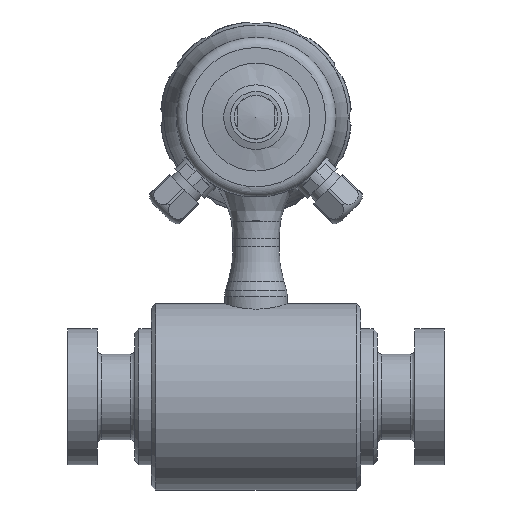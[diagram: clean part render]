
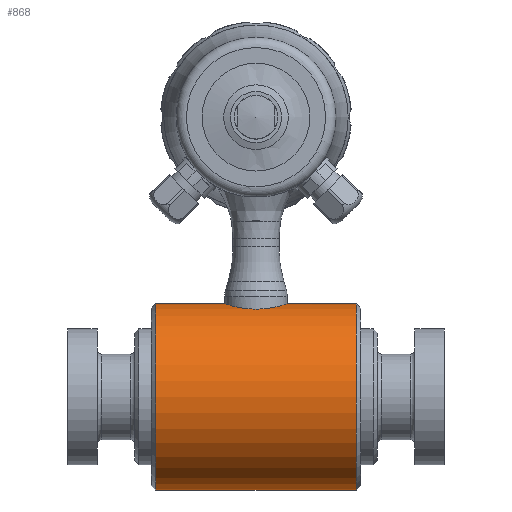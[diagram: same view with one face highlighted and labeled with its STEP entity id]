
A CAD part, left-side view. The second image highlights one B-rep face of the part: STEP entity #868.
In plain terms, the highlighted cylindrical face has radius 44.5 mm (diameter 89 mm), a full revolution.
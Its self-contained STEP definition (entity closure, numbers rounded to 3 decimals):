
#868 = ADVANCED_FACE( '', ( #2128, #2129, #2130 ), #2131, .T. );
#2128 = FACE_BOUND( '', #4177, .T. );
#2129 = FACE_OUTER_BOUND( '', #4178, .T. );
#2130 = FACE_OUTER_BOUND( '', #4179, .T. );
#2131 = CYLINDRICAL_SURFACE( '', #4180, 44.5 );
#4177 = EDGE_LOOP( '', ( #7143, #7144, #7145, #7146, #7147, #7148 ) );
#4178 = EDGE_LOOP( '', ( #7149 ) );
#4179 = EDGE_LOOP( '', ( #7150 ) );
#4180 = AXIS2_PLACEMENT_3D( '', #7151, #7152, #7153 );
#7143 = ORIENTED_EDGE( '', *, *, #11216, .F. );
#7144 = ORIENTED_EDGE( '', *, *, #11217, .F. );
#7145 = ORIENTED_EDGE( '', *, *, #10610, .F. );
#7146 = ORIENTED_EDGE( '', *, *, #11218, .F. );
#7147 = ORIENTED_EDGE( '', *, *, #11219, .F. );
#7148 = ORIENTED_EDGE( '', *, *, #10614, .F. );
#7149 = ORIENTED_EDGE( '', *, *, #11107, .T. );
#7150 = ORIENTED_EDGE( '', *, *, #10991, .T. );
#7151 = CARTESIAN_POINT( '', ( 0., 50., 0. ) );
#7152 = DIRECTION( '', ( 0., 1., 0. ) );
#7153 = DIRECTION( '', ( 0., 0., 1. ) );
#10610 = EDGE_CURVE( '', #12551, #12554, #12555, .T. );
#10614 = EDGE_CURVE( '', #12560, #12562, #12563, .T. );
#10991 = EDGE_CURVE( '', #13190, #13190, #13191, .F. );
#11107 = EDGE_CURVE( '', #13371, #13371, #13372, .F. );
#11216 = EDGE_CURVE( '', #13539, #12560, #13540, .F. );
#11217 = EDGE_CURVE( '', #12554, #13539, #13541, .T. );
#11218 = EDGE_CURVE( '', #13542, #12551, #13543, .F. );
#11219 = EDGE_CURVE( '', #12562, #13542, #13544, .T. );
#12551 = VERTEX_POINT( '', #15733 );
#12554 = VERTEX_POINT( '', #15743 );
#12555 = B_SPLINE_CURVE_WITH_KNOTS( '', 3, ( #15744, #15745, #15746, #15747, #15748, #15749, #15750, #15751, #15752, #15753, #15754, #15755, #15756, #15757, #15758 ), .UNSPECIFIED., .F., .F., ( 4, 1, 1, 1, 1, 1, 1, 1, 1, 1, 1, 1, 4 ), ( 0., 0.063, 0.126, 0.189, 0.252, 0.314, 0.376, 0.438, 0.5, 0.624, 0.748, 0.874, 1. ), .UNSPECIFIED. );
#12560 = VERTEX_POINT( '', #15795 );
#12562 = VERTEX_POINT( '', #15804 );
#12563 = B_SPLINE_CURVE_WITH_KNOTS( '', 3, ( #15805, #15806, #15807, #15808, #15809, #15810, #15811, #15812, #15813, #15814, #15815, #15816, #15817, #15818, #15819, #15820, #15821, #15822 ), .UNSPECIFIED., .F., .F., ( 4, 1, 1, 1, 1, 1, 1, 1, 1, 1, 1, 1, 1, 1, 1, 4 ), ( 0., 0.067, 0.133, 0.2, 0.267, 0.333, 0.4, 0.467, 0.533, 0.6, 0.667, 0.733, 0.8, 0.867, 0.933, 1. ), .UNSPECIFIED. );
#13190 = VERTEX_POINT( '', #17604 );
#13191 = CIRCLE( '', #17605, 44.5 );
#13371 = VERTEX_POINT( '', #18119 );
#13372 = CIRCLE( '', #18120, 44.5 );
#13539 = VERTEX_POINT( '', #18635 );
#13540 = LINE( '', #18636, #18637 );
#13541 = LINE( '', #18638, #18639 );
#13542 = VERTEX_POINT( '', #18640 );
#13543 = LINE( '', #18641, #18642 );
#13544 = LINE( '', #18643, #18644 );
#15733 = CARTESIAN_POINT( '', ( -2.869, -14.723, 44.407 ) );
#15743 = CARTESIAN_POINT( '', ( 2.87, -14.723, 44.407 ) );
#15744 = CARTESIAN_POINT( '', ( -2.869, -14.723, 44.407 ) );
#15745 = CARTESIAN_POINT( '', ( -2.75, -14.745, 44.415 ) );
#15746 = CARTESIAN_POINT( '', ( -2.512, -14.79, 44.43 ) );
#15747 = CARTESIAN_POINT( '', ( -2.152, -14.846, 44.448 ) );
#15748 = CARTESIAN_POINT( '', ( -1.793, -14.894, 44.464 ) );
#15749 = CARTESIAN_POINT( '', ( -1.434, -14.933, 44.477 ) );
#15750 = CARTESIAN_POINT( '', ( -1.074, -14.963, 44.487 ) );
#15751 = CARTESIAN_POINT( '', ( -0.716, -14.984, 44.495 ) );
#15752 = CARTESIAN_POINT( '', ( -0.358, -14.997, 44.499 ) );
#15753 = CARTESIAN_POINT( '', ( 0.119, -15.003, 44.501 ) );
#15754 = CARTESIAN_POINT( '', ( 0.717, -14.989, 44.496 ) );
#15755 = CARTESIAN_POINT( '', ( 1.435, -14.937, 44.479 ) );
#15756 = CARTESIAN_POINT( '', ( 2.155, -14.852, 44.45 ) );
#15757 = CARTESIAN_POINT( '', ( 2.631, -14.766, 44.422 ) );
#15758 = CARTESIAN_POINT( '', ( 2.87, -14.723, 44.407 ) );
#15795 = CARTESIAN_POINT( '', ( 2.869, 14.723, 44.407 ) );
#15804 = CARTESIAN_POINT( '', ( -2.869, 14.723, 44.407 ) );
#15805 = CARTESIAN_POINT( '', ( 2.869, 14.723, 44.407 ) );
#15806 = CARTESIAN_POINT( '', ( 2.743, 14.747, 44.415 ) );
#15807 = CARTESIAN_POINT( '', ( 2.491, 14.794, 44.431 ) );
#15808 = CARTESIAN_POINT( '', ( 2.111, 14.852, 44.45 ) );
#15809 = CARTESIAN_POINT( '', ( 1.729, 14.902, 44.467 ) );
#15810 = CARTESIAN_POINT( '', ( 1.346, 14.941, 44.48 ) );
#15811 = CARTESIAN_POINT( '', ( 0.962, 14.971, 44.489 ) );
#15812 = CARTESIAN_POINT( '', ( 0.577, 14.991, 44.496 ) );
#15813 = CARTESIAN_POINT( '', ( 0.193, 15., 44.499 ) );
#15814 = CARTESIAN_POINT( '', ( -0.193, 15., 44.499 ) );
#15815 = CARTESIAN_POINT( '', ( -0.577, 14.991, 44.496 ) );
#15816 = CARTESIAN_POINT( '', ( -0.962, 14.971, 44.489 ) );
#15817 = CARTESIAN_POINT( '', ( -1.346, 14.941, 44.48 ) );
#15818 = CARTESIAN_POINT( '', ( -1.729, 14.902, 44.467 ) );
#15819 = CARTESIAN_POINT( '', ( -2.111, 14.852, 44.45 ) );
#15820 = CARTESIAN_POINT( '', ( -2.491, 14.794, 44.431 ) );
#15821 = CARTESIAN_POINT( '', ( -2.743, 14.747, 44.415 ) );
#15822 = CARTESIAN_POINT( '', ( -2.869, 14.723, 44.407 ) );
#17604 = CARTESIAN_POINT( '', ( 0., 48., -44.5 ) );
#17605 = AXIS2_PLACEMENT_3D( '', #22328, #22329, #22330 );
#18119 = CARTESIAN_POINT( '', ( 0., -48., 44.5 ) );
#18120 = AXIS2_PLACEMENT_3D( '', #22458, #22459, #22460 );
#18635 = CARTESIAN_POINT( '', ( 2.87, 9.056, 44.407 ) );
#18636 = CARTESIAN_POINT( '', ( 2.869, 0.036, 44.407 ) );
#18637 = VECTOR( '', #22558, 1000. );
#18638 = CARTESIAN_POINT( '', ( 2.87, -15., 44.407 ) );
#18639 = VECTOR( '', #22559, 1000. );
#18640 = CARTESIAN_POINT( '', ( -2.869, 9.056, 44.407 ) );
#18641 = CARTESIAN_POINT( '', ( -2.869, -15., 44.407 ) );
#18642 = VECTOR( '', #22560, 1000. );
#18643 = CARTESIAN_POINT( '', ( -2.869, 0.036, 44.407 ) );
#18644 = VECTOR( '', #22561, 1000. );
#22328 = CARTESIAN_POINT( '', ( 0., 48., 0. ) );
#22329 = DIRECTION( '', ( 0., 1., 0. ) );
#22330 = DIRECTION( '', ( 0., 0., -1. ) );
#22458 = CARTESIAN_POINT( '', ( 0., -48., 0. ) );
#22459 = DIRECTION( '', ( 0., -1., 0. ) );
#22460 = DIRECTION( '', ( 0., 0., 1. ) );
#22558 = DIRECTION( '', ( 0., -1., 0. ) );
#22559 = DIRECTION( '', ( 0., 1., 0. ) );
#22560 = DIRECTION( '', ( 0., 1., 0. ) );
#22561 = DIRECTION( '', ( 0., -1., 0. ) );
